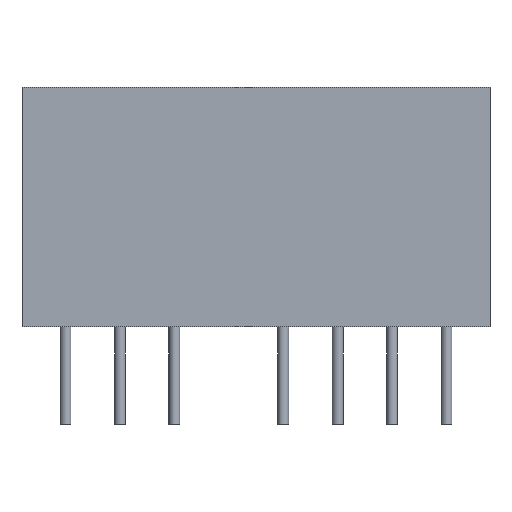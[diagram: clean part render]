
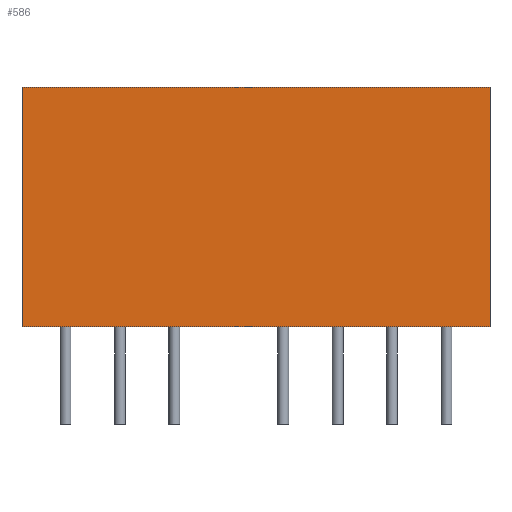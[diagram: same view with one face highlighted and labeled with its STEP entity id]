
A CAD part, front view. The second image highlights one B-rep face of the part: STEP entity #586.
In plain terms, the highlighted planar face has unit normal (0, -1, 0).
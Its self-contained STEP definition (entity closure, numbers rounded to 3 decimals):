
#586=ADVANCED_FACE('',(#592),#587,.T.);
#587=PLANE('',#588);
#588=AXIS2_PLACEMENT_3D('',#589,#590,#591);
#589=CARTESIAN_POINT('',(-2.032,-4.572,0.0));
#590=DIRECTION('',(0.0,-1.0,0.0));
#591=DIRECTION('',(0.,0.,1.));
#592=FACE_OUTER_BOUND('',#593,.T.);
#593=EDGE_LOOP('',(#594,#604,#614,#624));
#597=CARTESIAN_POINT('',(19.812,-4.572,0.0));
#596=VERTEX_POINT('',#597);
#599=CARTESIAN_POINT('',(-2.032,-4.572,0.0));
#598=VERTEX_POINT('',#599);
#595=EDGE_CURVE('',#596,#598,#600,.T.);
#600=LINE('',#597,#602);
#602=VECTOR('',#603,21.844);
#603=DIRECTION('',(-1.0,0.0,0.0));
#594=ORIENTED_EDGE('',*,*,#595,.F.);
#607=CARTESIAN_POINT('',(19.812,-4.572,11.176));
#606=VERTEX_POINT('',#607);
#605=EDGE_CURVE('',#606,#596,#610,.T.);
#610=LINE('',#607,#612);
#612=VECTOR('',#613,11.176);
#613=DIRECTION('',(0.0,0.0,-1.0));
#604=ORIENTED_EDGE('',*,*,#605,.F.);
#617=CARTESIAN_POINT('',(-2.032,-4.572,11.176));
#616=VERTEX_POINT('',#617);
#615=EDGE_CURVE('',#616,#606,#620,.T.);
#620=LINE('',#617,#622);
#622=VECTOR('',#623,21.844);
#623=DIRECTION('',(1.0,0.0,0.0));
#614=ORIENTED_EDGE('',*,*,#615,.F.);
#625=EDGE_CURVE('',#598,#616,#630,.T.);
#630=LINE('',#599,#632);
#632=VECTOR('',#633,11.176);
#633=DIRECTION('',(0.0,0.0,1.0));
#624=ORIENTED_EDGE('',*,*,#625,.F.);
